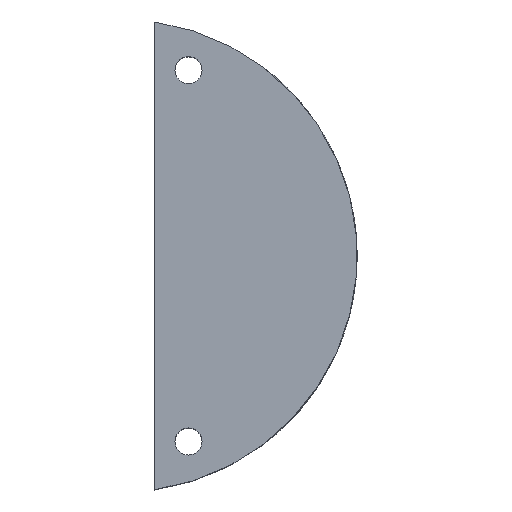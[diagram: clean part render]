
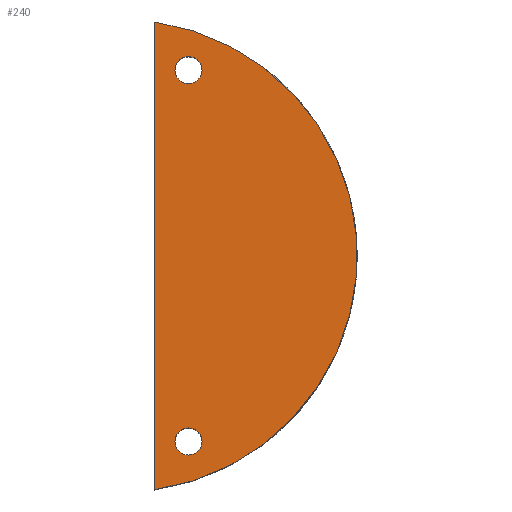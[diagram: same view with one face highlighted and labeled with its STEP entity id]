
A CAD part, top view. The second image highlights one B-rep face of the part: STEP entity #240.
In plain terms, the highlighted planar face has unit normal (0, 0, 1).
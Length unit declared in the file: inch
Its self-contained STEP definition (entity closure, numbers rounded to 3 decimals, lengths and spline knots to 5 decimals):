
#37=FACE_BOUND('',#60,.T.);
#38=FACE_BOUND('',#61,.T.);
#42=FACE_OUTER_BOUND('',#59,.T.);
#59=EDGE_LOOP('',(#184,#185));
#60=EDGE_LOOP('',(#186));
#61=EDGE_LOOP('',(#187));
#78=LINE('',#497,#93);
#93=VECTOR('',#312,3.4641);
#106=CIRCLE('',#270,1.75);
#108=CIRCLE('',#273,0.1005);
#109=CIRCLE('',#274,0.1005);
#120=VERTEX_POINT('',#372);
#121=VERTEX_POINT('',#373);
#128=VERTEX_POINT('',#498);
#129=VERTEX_POINT('',#500);
#142=EDGE_CURVE('',#120,#121,#106,.T.);
#151=EDGE_CURVE('',#121,#120,#78,.T.);
#152=EDGE_CURVE('',#128,#128,#108,.T.);
#153=EDGE_CURVE('',#129,#129,#109,.T.);
#184=ORIENTED_EDGE('',*,*,#151,.T.);
#185=ORIENTED_EDGE('',*,*,#142,.T.);
#186=ORIENTED_EDGE('',*,*,#152,.T.);
#187=ORIENTED_EDGE('',*,*,#153,.T.);
#235=PLANE('',#272);
#240=ADVANCED_FACE('',(#42,#37,#38),#235,.T.);
#270=AXIS2_PLACEMENT_3D('',#374,#304,#305);
#272=AXIS2_PLACEMENT_3D('',#496,#310,#311);
#273=AXIS2_PLACEMENT_3D('',#499,#313,#314);
#274=AXIS2_PLACEMENT_3D('',#501,#315,#316);
#304=DIRECTION('center_axis',(0.,0.,1.));
#305=DIRECTION('ref_axis',(1.,0.,0.));
#310=DIRECTION('center_axis',(0.,0.,1.));
#311=DIRECTION('ref_axis',(1.,0.,0.));
#312=DIRECTION('',(0.,-1.,0.));
#313=DIRECTION('center_axis',(0.,0.,-1.));
#314=DIRECTION('ref_axis',(-1.,0.,0.));
#315=DIRECTION('center_axis',(0.,0.,-1.));
#316=DIRECTION('ref_axis',(-1.,0.,0.));
#372=CARTESIAN_POINT('',(0.25,-1.73205,1.25));
#373=CARTESIAN_POINT('',(0.25,1.73205,1.25));
#374=CARTESIAN_POINT('Origin',(0.,0.,1.25));
#496=CARTESIAN_POINT('Origin',(0.,0.,1.25));
#497=CARTESIAN_POINT('',(0.25,1.73205,1.25));
#498=CARTESIAN_POINT('',(0.6005,1.375,1.25));
#499=CARTESIAN_POINT('Origin',(0.5,1.375,1.25));
#500=CARTESIAN_POINT('',(0.6005,-1.375,1.25));
#501=CARTESIAN_POINT('Origin',(0.5,-1.375,1.25));
